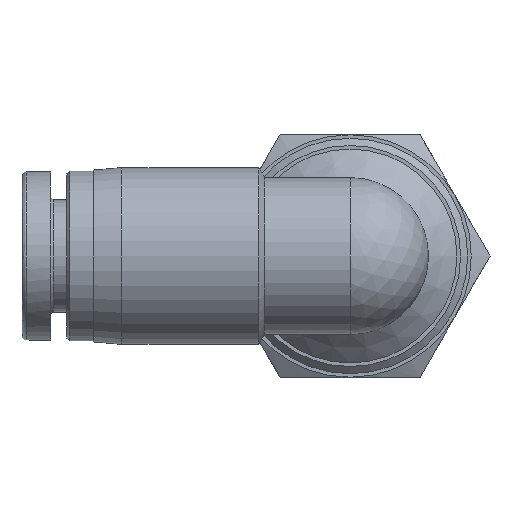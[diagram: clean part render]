
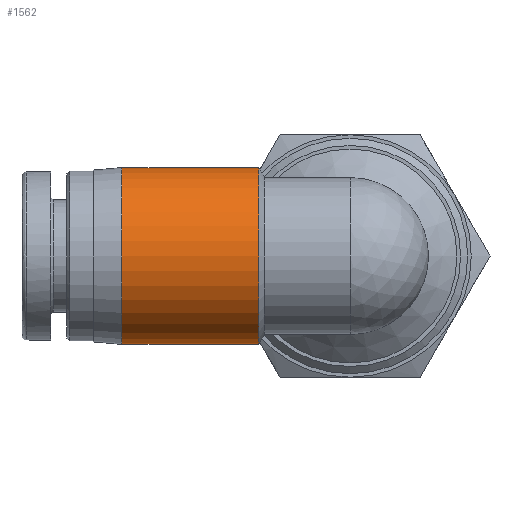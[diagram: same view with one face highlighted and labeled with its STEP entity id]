
A CAD part, left-side view. The second image highlights one B-rep face of the part: STEP entity #1562.
In plain terms, the highlighted cylindrical face has radius 6.2 mm (diameter 12.4 mm), a full revolution.
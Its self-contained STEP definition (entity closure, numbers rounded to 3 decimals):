
#1528=CARTESIAN_POINT('',(11.904,6.2,0.0));
#1529=VERTEX_POINT('',#1528);
#1530=CARTESIAN_POINT('',(11.904,0.,0.0));
#1531=DIRECTION('',(1.0,0.0,0.0));
#1532=DIRECTION('',(0.0,1.0,0.0));
#1533=AXIS2_PLACEMENT_3D('',#1530,#1531,#1532);
#1534=CIRCLE('',#1533,6.2);
#1535=EDGE_CURVE('',#1529,#1529,#1534,.T.);
#1543=CARTESIAN_POINT('',(16.702,0.,0.0));
#1544=DIRECTION('',(1.0,0.,0.0));
#1545=DIRECTION('',(0.0,1.0,0.0));
#1546=AXIS2_PLACEMENT_3D('',#1543,#1544,#1545);
#1547=CYLINDRICAL_SURFACE('',#1546,6.2);
#1548=CARTESIAN_POINT('',(21.5,6.2,0.0));
#1549=VERTEX_POINT('',#1548);
#1550=CARTESIAN_POINT('',(21.5,0.,0.0));
#1551=DIRECTION('',(1.0,0.0,0.0));
#1552=DIRECTION('',(0.0,1.0,0.0));
#1553=AXIS2_PLACEMENT_3D('',#1550,#1551,#1552);
#1554=CIRCLE('',#1553,6.2);
#1555=EDGE_CURVE('',#1549,#1549,#1554,.T.);
#1556=ORIENTED_EDGE('',*,*,#1555,.F.);
#1557=EDGE_LOOP('',(#1556));
#1558=FACE_OUTER_BOUND('',#1557,.T.);
#1559=ORIENTED_EDGE('',*,*,#1535,.T.);
#1560=EDGE_LOOP('',(#1559));
#1561=FACE_BOUND('',#1560,.T.);
#1562=ADVANCED_FACE('',(#1558,#1561),#1547,.T.);
